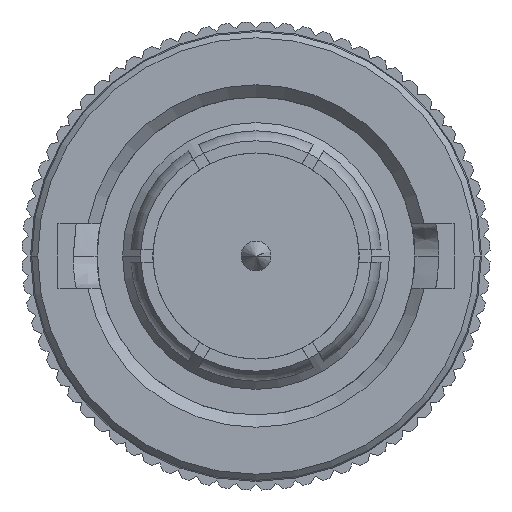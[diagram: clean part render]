
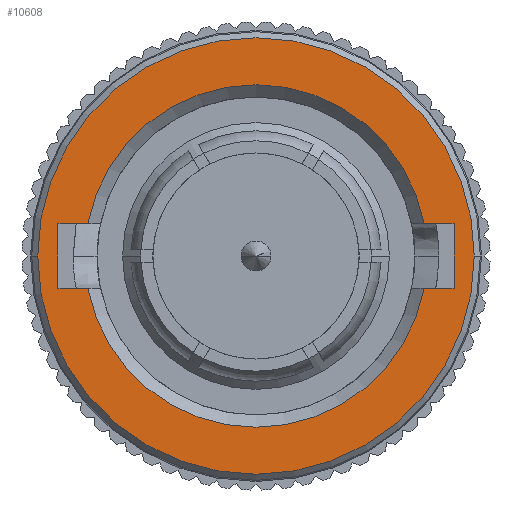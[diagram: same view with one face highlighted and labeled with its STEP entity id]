
A CAD part, left-side view. The second image highlights one B-rep face of the part: STEP entity #10608.
In plain terms, the highlighted planar face has unit normal (-1, 0, 0).
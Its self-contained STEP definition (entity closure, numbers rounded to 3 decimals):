
#3288=CARTESIAN_POINT('',(-16.41,0.,0.));
#3289=DIRECTION('',(-1.,0.,0.));
#3290=DIRECTION('',(0.,1.,0.));
#3291=AXIS2_PLACEMENT_3D('',#3288,#3289,#3290);
#3293=CARTESIAN_POINT('',(-16.41,0.,0.));
#3294=DIRECTION('',(-1.,0.,0.));
#3295=DIRECTION('',(0.,-1.,0.));
#3296=AXIS2_PLACEMENT_3D('',#3293,#3294,#3295);
#3298=DIRECTION('',(0.,-1.,0.));
#3299=VECTOR('',#3298,0.739);
#3300=CARTESIAN_POINT('',(-16.41,-4.161,-0.8));
#3301=LINE('',#3300,#3299);
#3302=DIRECTION('',(0.,0.,1.));
#3303=VECTOR('',#3302,1.6);
#3304=CARTESIAN_POINT('',(-16.41,-4.9,-0.8));
#3305=LINE('',#3304,#3303);
#3306=DIRECTION('',(0.,1.,0.));
#3307=VECTOR('',#3306,0.739);
#3308=CARTESIAN_POINT('',(-16.41,-4.9,0.8));
#3309=LINE('',#3308,#3307);
#3310=DIRECTION('',(0.,1.,0.));
#3311=VECTOR('',#3310,0.739);
#3312=CARTESIAN_POINT('',(-16.41,4.161,0.8));
#3313=LINE('',#3312,#3311);
#3314=DIRECTION('',(0.,0.,-1.));
#3315=VECTOR('',#3314,1.6);
#3316=CARTESIAN_POINT('',(-16.41,4.9,0.8));
#3317=LINE('',#3316,#3315);
#3318=DIRECTION('',(0.,-1.,0.));
#3319=VECTOR('',#3318,0.739);
#3320=CARTESIAN_POINT('',(-16.41,4.9,-0.8));
#3321=LINE('',#3320,#3319);
#3456=CARTESIAN_POINT('',(-16.41,0.,0.));
#3457=DIRECTION('',(1.,0.,0.));
#3458=DIRECTION('',(0.,-0.982,-0.189));
#3459=AXIS2_PLACEMENT_3D('',#3456,#3457,#3458);
#3471=CARTESIAN_POINT('',(-16.41,0.,0.));
#3472=DIRECTION('',(1.,0.,0.));
#3473=DIRECTION('',(0.,0.982,0.189));
#3474=AXIS2_PLACEMENT_3D('',#3471,#3472,#3473);
#5184=CARTESIAN_POINT('',(-16.41,4.161,0.8));
#5185=CARTESIAN_POINT('',(-16.41,4.9,0.8));
#5186=VERTEX_POINT('',#5184);
#5187=VERTEX_POINT('',#5185);
#5188=CARTESIAN_POINT('',(-16.41,4.9,-0.8));
#5189=VERTEX_POINT('',#5188);
#5190=CARTESIAN_POINT('',(-16.41,4.161,-0.8));
#5191=VERTEX_POINT('',#5190);
#5198=CARTESIAN_POINT('',(-16.41,-4.161,-0.8));
#5199=CARTESIAN_POINT('',(-16.41,-4.9,-0.8));
#5200=VERTEX_POINT('',#5198);
#5201=VERTEX_POINT('',#5199);
#5202=CARTESIAN_POINT('',(-16.41,-4.9,0.8));
#5203=VERTEX_POINT('',#5202);
#5204=CARTESIAN_POINT('',(-16.41,-4.161,0.8));
#5205=VERTEX_POINT('',#5204);
#5258=CARTESIAN_POINT('',(-16.41,5.4,0.));
#5259=CARTESIAN_POINT('',(-16.41,-5.4,0.));
#5260=VERTEX_POINT('',#5258);
#5261=VERTEX_POINT('',#5259);
#10582=CARTESIAN_POINT('',(-16.41,0.,0.));
#10583=DIRECTION('',(1.,0.,0.));
#10584=DIRECTION('',(0.,0.,1.));
#10585=AXIS2_PLACEMENT_3D('',#10582,#10583,#10584);
#10586=PLANE('',#10585);
#10587=ORIENTED_EDGE('',*,*,#10572,.F.);
#10589=ORIENTED_EDGE('',*,*,#10588,.F.);
#10590=EDGE_LOOP('',(#10587,#10589));
#10591=FACE_OUTER_BOUND('',#10590,.F.);
#10593=ORIENTED_EDGE('',*,*,#10592,.T.);
#10595=ORIENTED_EDGE('',*,*,#10594,.T.);
#10596=ORIENTED_EDGE('',*,*,#10280,.T.);
#10598=ORIENTED_EDGE('',*,*,#10597,.F.);
#10600=ORIENTED_EDGE('',*,*,#10599,.T.);
#10602=ORIENTED_EDGE('',*,*,#10601,.T.);
#10603=ORIENTED_EDGE('',*,*,#10352,.T.);
#10605=ORIENTED_EDGE('',*,*,#10604,.F.);
#10606=EDGE_LOOP('',(#10593,#10595,#10596,#10598,#10600,#10602,#10603,#10605));
#10607=FACE_BOUND('',#10606,.F.);
#10608=ADVANCED_FACE('',(#10591,#10607),#10586,.F.);
#3292=CIRCLE('',#3291,5.4);
#3297=CIRCLE('',#3296,5.4);
#3460=CIRCLE('',#3459,4.237);
#3475=CIRCLE('',#3474,4.237);
#10280=EDGE_CURVE('',#5203,#5205,#3309,.T.);
#10352=EDGE_CURVE('',#5189,#5191,#3321,.T.);
#10572=EDGE_CURVE('',#5260,#5261,#3292,.T.);
#10588=EDGE_CURVE('',#5261,#5260,#3297,.T.);
#10592=EDGE_CURVE('',#5200,#5201,#3301,.T.);
#10594=EDGE_CURVE('',#5201,#5203,#3305,.T.);
#10597=EDGE_CURVE('',#5186,#5205,#3475,.T.);
#10599=EDGE_CURVE('',#5186,#5187,#3313,.T.);
#10601=EDGE_CURVE('',#5187,#5189,#3317,.T.);
#10604=EDGE_CURVE('',#5200,#5191,#3460,.T.);
